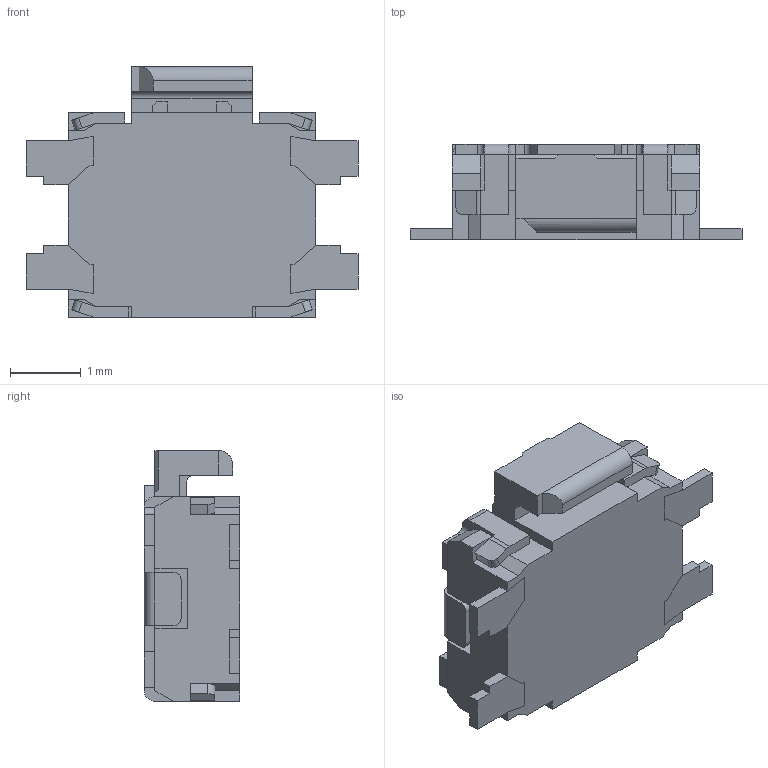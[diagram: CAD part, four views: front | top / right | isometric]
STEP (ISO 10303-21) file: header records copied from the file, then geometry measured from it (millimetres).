
FILE_DESCRIPTION (( 'STEP AP214' ), '1' );
FILE_NAME ('EVQ-P7A01P.STEP', '2025-03-20T13:33:02', ( 'LENOVO' ), ( '' ), 'SwSTEP 2.0', 'SolidWorks 2021', '' );
FILE_SCHEMA (( 'AUTOMOTIVE_DESIGN' ));
Length unit declared in the file: millimetre
Products named in the file (1): EVQ-P7A01P
Bounding box: 4.7 x 1.35 x 3.55 mm (x, y, z)
Volume: 13.4 mm3; surface area: 77.7 mm2
Topology: 7 solids, 7 shells, 275 faces, 757 edges, 497 vertices
Faces by surface type: plane 236, cylinder 39
Entity records: 8742 total; most frequent: CARTESIAN_POINT 1599, ORIENTED_EDGE 1514, DIRECTION 1373, EDGE_CURVE 757, LINE 679, VECTOR 679, VERTEX_POINT 497, AXIS2_PLACEMENT_3D 347
